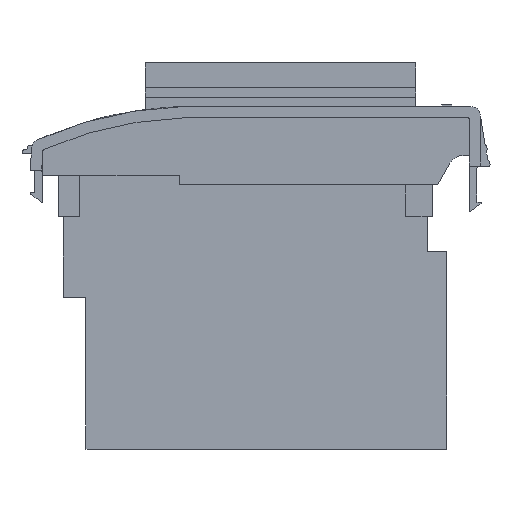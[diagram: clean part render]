
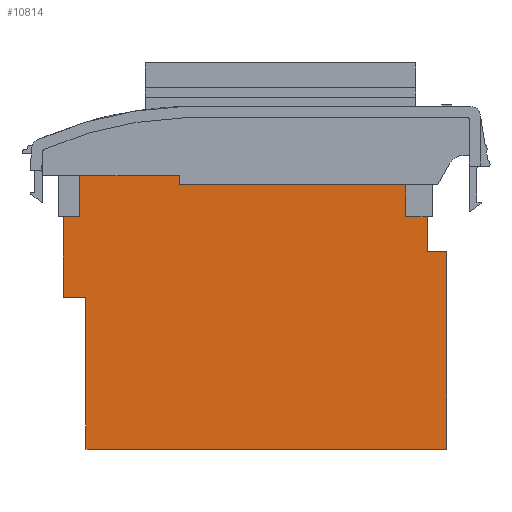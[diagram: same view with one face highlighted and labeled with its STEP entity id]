
A CAD part, left-side view. The second image highlights one B-rep face of the part: STEP entity #10814.
In plain terms, the highlighted planar face has unit normal (-1, 0, 0).
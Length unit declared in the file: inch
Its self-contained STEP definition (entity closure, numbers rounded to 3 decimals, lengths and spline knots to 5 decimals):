
#2836 = CARTESIAN_POINT ( 'NONE',  ( 1.84006, 1.59848, 0.235 ) ) ;
#3186 = DIRECTION ( 'NONE',  ( 0., -1., 0. ) ) ;
#3187 = VECTOR ( 'NONE', #3186, 39.37008 ) ;
#3188 = CARTESIAN_POINT ( 'NONE',  ( 1.84006, 3.84348, 0.235 ) ) ;
#3189 = LINE ( 'NONE', #3188, #3187 ) ;
#6768 = DIRECTION ( 'NONE',  ( 0., -1., 0. ) ) ;
#6769 = VECTOR ( 'NONE', #6768, 39.37008 ) ;
#6770 = CARTESIAN_POINT ( 'NONE',  ( 1.84006, 3.22916, 0.505 ) ) ;
#6771 = LINE ( 'NONE', #6770, #6769 ) ;
#9138 = CARTESIAN_POINT ( 'NONE',  ( 1.84006, 1.73848, 0.235 ) ) ;
#9269 = VERTEX_POINT ( 'NONE', #2836 ) ;
#9456 = ORIENTED_EDGE ( 'NONE', *, *, #9458, .F. ) ;
#9458 = EDGE_CURVE ( 'NONE', #18473, #9269, #3189, .T. ) ;
#9914 = VERTEX_POINT ( 'NONE', #14148 ) ;
#9916 = EDGE_CURVE ( 'NONE', #9914, #9928, #14146, .T. ) ;
#9928 = VERTEX_POINT ( 'NONE', #14106 ) ;
#9930 = EDGE_CURVE ( 'NONE', #9928, #9931, #14103, .T. ) ;
#9931 = VERTEX_POINT ( 'NONE', #14097 ) ;
#10144 = EDGE_CURVE ( 'NONE', #10146, #10148, #14768, .T. ) ;
#10146 = VERTEX_POINT ( 'NONE', #14764 ) ;
#10148 = VERTEX_POINT ( 'NONE', #14763 ) ;
#10185 = EDGE_CURVE ( 'NONE', #10197, #10357, #15264, .T. ) ;
#10196 = EDGE_CURVE ( 'NONE', #10214, #10197, #15288, .T. ) ;
#10197 = VERTEX_POINT ( 'NONE', #15340 ) ;
#10213 = EDGE_CURVE ( 'NONE', #10148, #10214, #15396, .T. ) ;
#10214 = VERTEX_POINT ( 'NONE', #15392 ) ;
#10226 = EDGE_CURVE ( 'NONE', #10241, #10146, #15409, .T. ) ;
#10240 = EDGE_CURVE ( 'NONE', #10256, #10241, #15511, .T. ) ;
#10241 = VERTEX_POINT ( 'NONE', #15507 ) ;
#10255 = EDGE_CURVE ( 'NONE', #9269, #10256, #15521, .T. ) ;
#10256 = VERTEX_POINT ( 'NONE', #15517 ) ;
#10357 = VERTEX_POINT ( 'NONE', #15733 ) ;
#10785 = ORIENTED_EDGE ( 'NONE', *, *, #10255, .F. ) ;
#10798 = ORIENTED_EDGE ( 'NONE', *, *, #9930, .F. ) ;
#10799 = ORIENTED_EDGE ( 'NONE', *, *, #9916, .F. ) ;
#10800 = ORIENTED_EDGE ( 'NONE', *, *, #11843, .F. ) ;
#10801 = ORIENTED_EDGE ( 'NONE', *, *, #10185, .F. ) ;
#10802 = ORIENTED_EDGE ( 'NONE', *, *, #10196, .F. ) ;
#10803 = ORIENTED_EDGE ( 'NONE', *, *, #10213, .F. ) ;
#10804 = ORIENTED_EDGE ( 'NONE', *, *, #10144, .F. ) ;
#10805 = ORIENTED_EDGE ( 'NONE', *, *, #10226, .F. ) ;
#10806 = ORIENTED_EDGE ( 'NONE', *, *, #10240, .F. ) ;
#10814 = ADVANCED_FACE ( 'NONE', ( #18341 ), #18381, .T. ) ;
#10815 = EDGE_LOOP ( 'NONE', ( #10816, #10798, #10799, #10800, #10801, #10802, #10803, #10804, #10805, #10806, #10785, #9456 ) ) ;
#10816 = ORIENTED_EDGE ( 'NONE', *, *, #10817, .T. ) ;
#10817 = EDGE_CURVE ( 'NONE', #18473, #9931, #18375, .T. ) ;
#11843 = EDGE_CURVE ( 'NONE', #10357, #9914, #6771, .T. ) ;
#14097 = CARTESIAN_POINT ( 'NONE',  ( 1.84006, 1.73848, 0.445 ) ) ;
#14099 = DIRECTION ( 'NONE',  ( 0., -1., 0. ) ) ;
#14100 = VECTOR ( 'NONE', #14099, 39.37008 ) ;
#14101 = CARTESIAN_POINT ( 'NONE',  ( 1.84006, 1.52916, 0.445 ) ) ;
#14103 = LINE ( 'NONE', #14101, #14100 ) ;
#14106 = CARTESIAN_POINT ( 'NONE',  ( 1.84006, 3.22916, 0.445 ) ) ;
#14140 = DIRECTION ( 'NONE',  ( 0., 0., -1. ) ) ;
#14142 = VECTOR ( 'NONE', #14140, 39.37008 ) ;
#14144 = CARTESIAN_POINT ( 'NONE',  ( 1.84006, 3.22916, 0.445 ) ) ;
#14146 = LINE ( 'NONE', #14144, #14142 ) ;
#14148 = CARTESIAN_POINT ( 'NONE',  ( 1.84006, 3.22916, 0.505 ) ) ;
#14763 = CARTESIAN_POINT ( 'NONE',  ( 1.84006, 3.84348, -1.295 ) ) ;
#14764 = CARTESIAN_POINT ( 'NONE',  ( 1.84006, 1.46848, -1.295 ) ) ;
#14765 = DIRECTION ( 'NONE',  ( 0., 1., 0. ) ) ;
#14766 = VECTOR ( 'NONE', #14765, 39.37008 ) ;
#14767 = CARTESIAN_POINT ( 'NONE',  ( 1.84006, 1.46848, -1.295 ) ) ;
#14768 = LINE ( 'NONE', #14767, #14766 ) ;
#15261 = DIRECTION ( 'NONE',  ( 0., 0., 1. ) ) ;
#15262 = VECTOR ( 'NONE', #15261, 39.37008 ) ;
#15263 = CARTESIAN_POINT ( 'NONE',  ( 1.84006, 3.99348, 0.735 ) ) ;
#15264 = LINE ( 'NONE', #15263, #15262 ) ;
#15286 = DIRECTION ( 'NONE',  ( 0., 1., 0. ) ) ;
#15287 = CARTESIAN_POINT ( 'NONE',  ( 1.84006, 3.99348, -0.295 ) ) ;
#15288 = LINE ( 'NONE', #15287, #15341 ) ;
#15340 = CARTESIAN_POINT ( 'NONE',  ( 1.84006, 3.99348, -0.295 ) ) ;
#15341 = VECTOR ( 'NONE', #15286, 39.37008 ) ;
#15392 = CARTESIAN_POINT ( 'NONE',  ( 1.84006, 3.84348, -0.295 ) ) ;
#15393 = DIRECTION ( 'NONE',  ( 0., 0., 1. ) ) ;
#15394 = VECTOR ( 'NONE', #15393, 39.37008 ) ;
#15395 = CARTESIAN_POINT ( 'NONE',  ( 1.84006, 3.84348, -0.295 ) ) ;
#15396 = LINE ( 'NONE', #15395, #15394 ) ;
#15406 = DIRECTION ( 'NONE',  ( 0., 0., -1. ) ) ;
#15407 = VECTOR ( 'NONE', #15406, 39.37008 ) ;
#15408 = CARTESIAN_POINT ( 'NONE',  ( 1.84006, 1.46848, 0.005 ) ) ;
#15409 = LINE ( 'NONE', #15408, #15407 ) ;
#15507 = CARTESIAN_POINT ( 'NONE',  ( 1.84006, 1.46848, 0.005 ) ) ;
#15508 = DIRECTION ( 'NONE',  ( 0., -1., 0. ) ) ;
#15509 = VECTOR ( 'NONE', #15508, 39.37008 ) ;
#15510 = CARTESIAN_POINT ( 'NONE',  ( 1.84006, 1.46848, 0.005 ) ) ;
#15511 = LINE ( 'NONE', #15510, #15509 ) ;
#15517 = CARTESIAN_POINT ( 'NONE',  ( 1.84006, 1.59848, 0.005 ) ) ;
#15518 = DIRECTION ( 'NONE',  ( 0., 0., -1. ) ) ;
#15519 = VECTOR ( 'NONE', #15518, 39.37008 ) ;
#15520 = CARTESIAN_POINT ( 'NONE',  ( 1.84006, 1.59848, 0.005 ) ) ;
#15521 = LINE ( 'NONE', #15520, #15519 ) ;
#15733 = CARTESIAN_POINT ( 'NONE',  ( 1.84006, 3.99348, 0.505 ) ) ;
#18341 = FACE_OUTER_BOUND ( 'NONE', #10815, .T. ) ;
#18372 = DIRECTION ( 'NONE',  ( 0., 0., 1. ) ) ;
#18373 = VECTOR ( 'NONE', #18372, 39.37008 ) ;
#18374 = CARTESIAN_POINT ( 'NONE',  ( 1.84006, 1.73848, 0.235 ) ) ;
#18375 = LINE ( 'NONE', #18374, #18373 ) ;
#18377 = DIRECTION ( 'NONE',  ( 0., 0., 1. ) ) ;
#18378 = DIRECTION ( 'NONE',  ( -1., 0., 0. ) ) ;
#18379 = CARTESIAN_POINT ( 'NONE',  ( 1.84006, 3.84348, -1.295 ) ) ;
#18380 = AXIS2_PLACEMENT_3D ( 'NONE', #18379, #18378, #18377 ) ;
#18381 = PLANE ( 'NONE',  #18380 ) ;
#18473 = VERTEX_POINT ( 'NONE', #9138 ) ;
